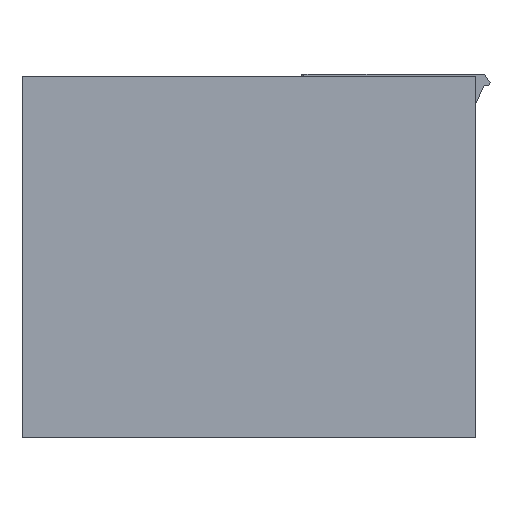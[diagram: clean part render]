
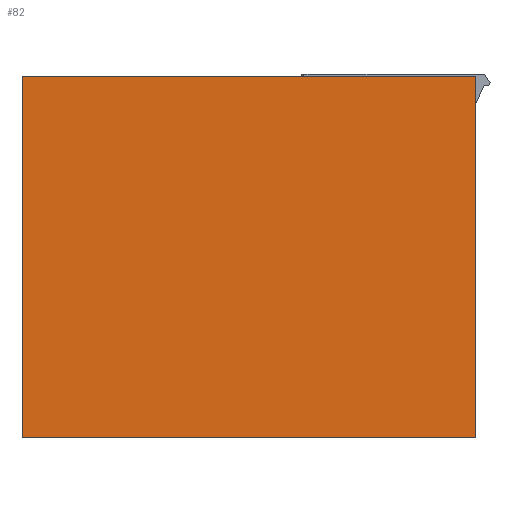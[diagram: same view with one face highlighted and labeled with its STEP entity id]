
A CAD part, left-side view. The second image highlights one B-rep face of the part: STEP entity #82.
In plain terms, the highlighted planar face has unit normal (-1, 0, 0).
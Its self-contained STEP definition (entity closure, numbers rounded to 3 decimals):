
#64 = VERTEX_POINT ( 'NONE', #489 ) ;
#80 = EDGE_CURVE ( 'NONE', #64, #395, #562, .T. ) ;
#82 = ADVANCED_FACE ( 'NONE', ( #514 ), #558, .F. ) ;
#85 = EDGE_LOOP ( 'NONE', ( #90, #2122, #2116, #2131 ) ) ;
#87 = VERTEX_POINT ( 'NONE', #547 ) ;
#88 = EDGE_CURVE ( 'NONE', #64, #87, #550, .T. ) ;
#90 = ORIENTED_EDGE ( 'NONE', *, *, #2108, .T. ) ;
#377 = VERTEX_POINT ( 'NONE', #1087 ) ;
#381 = EDGE_CURVE ( 'NONE', #395, #377, #1131, .T. ) ;
#395 = VERTEX_POINT ( 'NONE', #1166 ) ;
#489 = CARTESIAN_POINT ( 'NONE',  ( 0., 31.242, 24.892 ) ) ;
#514 = FACE_OUTER_BOUND ( 'NONE', #85, .T. ) ;
#540 = DIRECTION ( 'NONE',  ( 0., 0., -1. ) ) ;
#541 = VECTOR ( 'NONE', #540, 1000. ) ;
#546 = DIRECTION ( 'NONE',  ( 0., 1., 0. ) ) ;
#547 = CARTESIAN_POINT ( 'NONE',  ( 0., 31.242, 0. ) ) ;
#549 = CARTESIAN_POINT ( 'NONE',  ( 0., 31.242, 24.892 ) ) ;
#550 = LINE ( 'NONE', #549, #541 ) ;
#552 = AXIS2_PLACEMENT_3D ( 'NONE', #556, #563, #546 ) ;
#556 = CARTESIAN_POINT ( 'NONE',  ( 0., 31.242, 24.892 ) ) ;
#558 = PLANE ( 'NONE',  #552 ) ;
#559 = DIRECTION ( 'NONE',  ( 0., -1., 0. ) ) ;
#560 = VECTOR ( 'NONE', #559, 1000. ) ;
#561 = CARTESIAN_POINT ( 'NONE',  ( 0., 31.242, 24.892 ) ) ;
#562 = LINE ( 'NONE', #561, #560 ) ;
#563 = DIRECTION ( 'NONE',  ( 1., 0., 0. ) ) ;
#1087 = CARTESIAN_POINT ( 'NONE',  ( 0., 0., 0. ) ) ;
#1125 = DIRECTION ( 'NONE',  ( 0., 0., -1. ) ) ;
#1126 = VECTOR ( 'NONE', #1125, 1000. ) ;
#1127 = CARTESIAN_POINT ( 'NONE',  ( 0., 0., 24.892 ) ) ;
#1131 = LINE ( 'NONE', #1127, #1126 ) ;
#1166 = CARTESIAN_POINT ( 'NONE',  ( 0., 0., 24.892 ) ) ;
#1345 = DIRECTION ( 'NONE',  ( 0., -1., 0. ) ) ;
#1346 = VECTOR ( 'NONE', #1345, 1000. ) ;
#1360 = CARTESIAN_POINT ( 'NONE',  ( 0., 31.242, 0. ) ) ;
#1361 = LINE ( 'NONE', #1360, #1346 ) ;
#2108 = EDGE_CURVE ( 'NONE', #87, #377, #1361, .T. ) ;
#2116 = ORIENTED_EDGE ( 'NONE', *, *, #80, .F. ) ;
#2122 = ORIENTED_EDGE ( 'NONE', *, *, #381, .F. ) ;
#2131 = ORIENTED_EDGE ( 'NONE', *, *, #88, .T. ) ;
